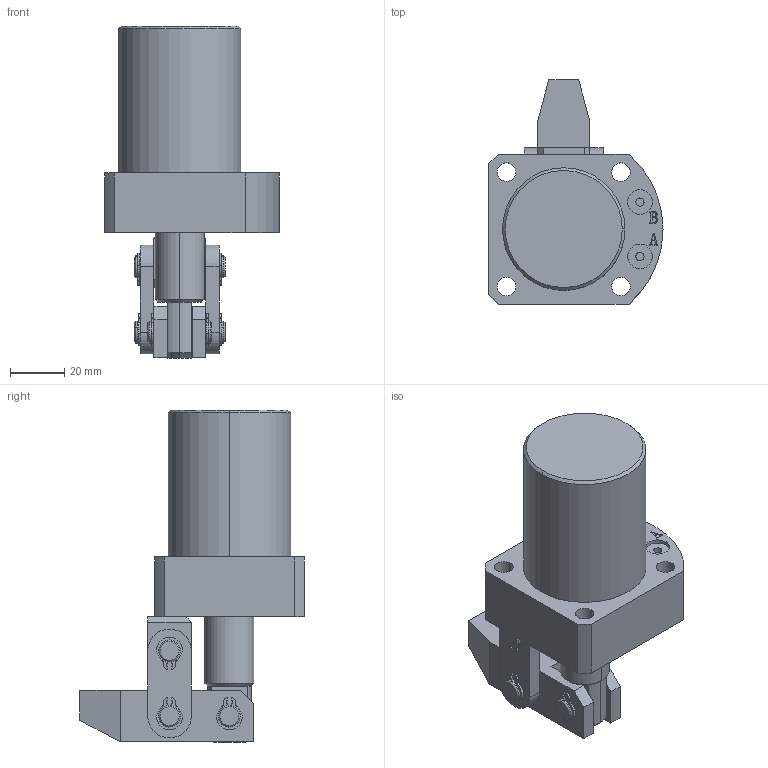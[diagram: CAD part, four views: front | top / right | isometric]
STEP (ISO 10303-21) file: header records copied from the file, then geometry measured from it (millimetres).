
FILE_DESCRIPTION (( 'STEP AP203' ), '1' );
FILE_NAME ('HLC-FAM25L.STEP', '2019-10-10T09:13:12', ( '微软用户' ), ( '微软中国' ), 'SwSTEP 2.0', 'SolidWorks 2012', '' );
FILE_SCHEMA (( 'CONFIG_CONTROL_DESIGN' ));
Length unit declared in the file: millimetre
Products named in the file (9): HLC-FAM25L; HLC-25盓傅釱; circlips for shaft--type a small gb_GB_CONNECTING_PIECE_RING_RRA 8; HLC-FAM25酗种; HLC-FAM25揤旋; HLC-FAM25蟀裝; HLC-25活塞杆; HLC-FAM25傻种; HLC-FAM25掛极
Assembly tree (15 placements, depth 2):
  HLC-FAM25L
    HLC-FAM25掛极
    HLC-FAM25傻种
    HLC-25活塞杆
    HLC-FAM25蟀裝  x2
    HLC-FAM25揤旋
    HLC-FAM25酗种  x2
    circlips for shaft--type a small gb_GB_CONNECTING_PIECE_RING_RRA 8  x6
    HLC-25盓傅釱
Bounding box: 64 x 82.5 x 122 mm (x, y, z)
Volume: 180880.9 mm3; surface area: 46781.2 mm2
Topology: 15 solids, 15 shells, 378 faces, 921 edges, 602 vertices
Faces by surface type: cylinder 184, plane 149, cone 23, bspline 16, torus 6
Entity records: 8966 total; most frequent: CARTESIAN_POINT 2085, DIRECTION 1239, ORIENTED_EDGE 1142, EDGE_CURVE 571, AXIS2_PLACEMENT_3D 460, VERTEX_POINT 370, VECTOR 319, LINE 319
